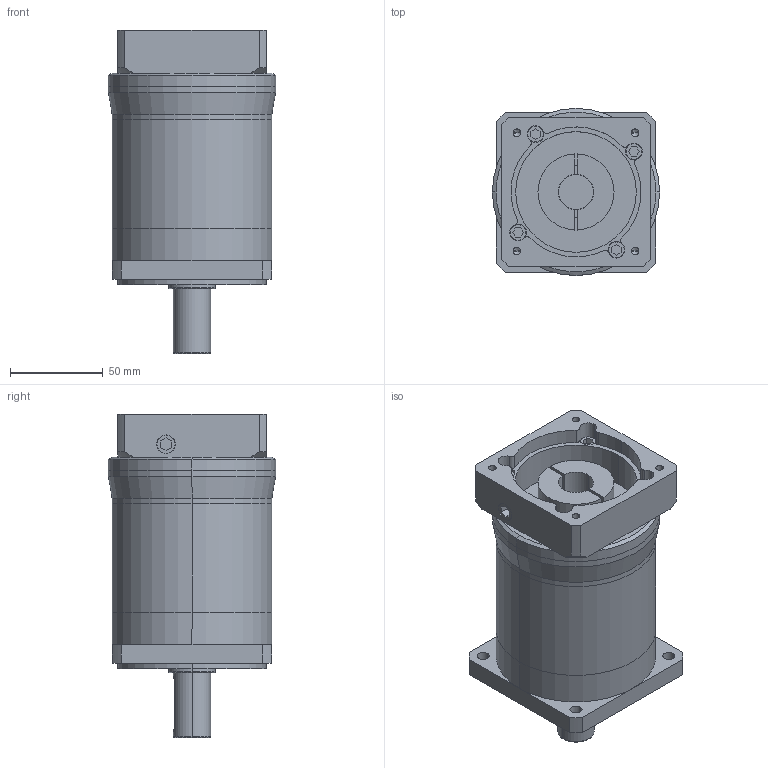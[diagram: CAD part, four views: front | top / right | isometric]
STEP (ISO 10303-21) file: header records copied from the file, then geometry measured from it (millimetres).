
FILE_DESCRIPTION (( 'STEP AP214' ), '1' );
FILE_NAME ('VGF85邧撰耀倰 源80.STEP', '2018-05-04T00:41:02', ( 'Windows' ), ( 'Microsoft' ), 'SwSTEP 2.0', 'SolidWorks 2016', '' );
FILE_SCHEMA (( 'AUTOMOTIVE_DESIGN' ));
Length unit declared in the file: millimetre
Products named in the file (1): VGF85邧撰耀倰 源80
Bounding box: 90 x 90 x 174 mm (x, y, z)
Volume: 750760.2 mm3; surface area: 109553.1 mm2
Topology: 4 solids, 4 shells, 223 faces, 543 edges, 345 vertices
Faces by surface type: plane 102, cylinder 97, cone 20, torus 4
Entity records: 6790 total; most frequent: DIRECTION 1203, CARTESIAN_POINT 1189, ORIENTED_EDGE 1066, EDGE_CURVE 533, AXIS2_PLACEMENT_3D 457, VERTEX_POINT 345, LINE 289, VECTOR 289
